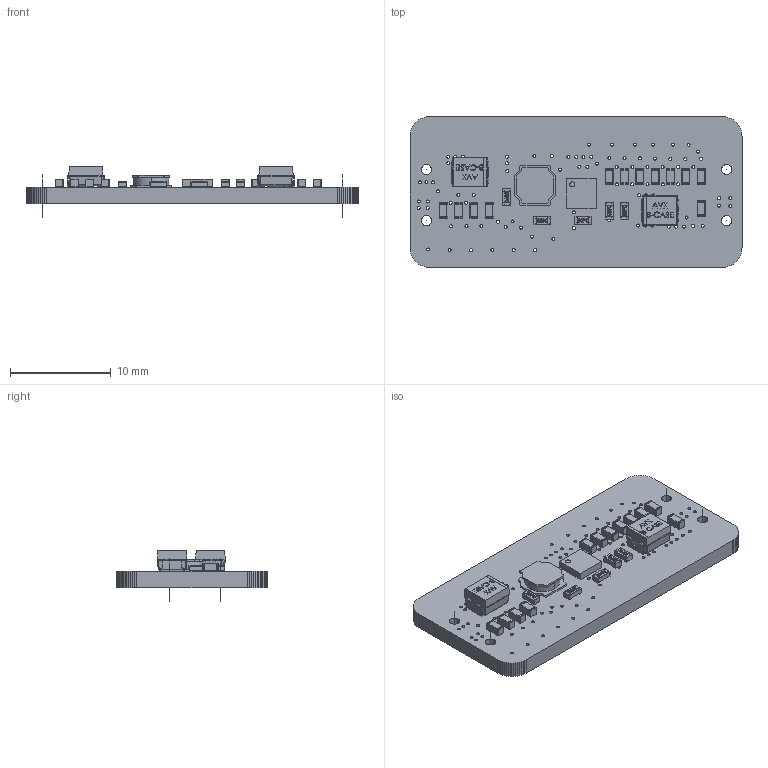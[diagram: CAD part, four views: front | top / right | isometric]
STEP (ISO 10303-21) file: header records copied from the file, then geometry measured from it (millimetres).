
FILE_DESCRIPTION(('PCB Model'),'2;1');
FILE_NAME('7SEMI BOOST 10June2022.STEP','2023-02-05T11:36:55',( 'pritesh'),('Unspecified'),'Open CASCADE STEP processor 6.8', 'Proteus','Unknown');
FILE_SCHEMA(('AUTOMOTIVE_DESIGN { 1 0 10303 214 1 1 1 1 }'));
Length unit declared in the file: millimetre
Products named in the file (73): Open CASCADE STEP translator 6.8 1; Layer_1; U1; Open CASCADE STEP translator 6.8 1.2.1; Body_1; L1; Open CASCADE STEP translator 6.8 1.3.1; R3; Open CASCADE STEP translator 6.8 1.4.1; =>[0:1:1:3]; =>[0:1:1:4]; =>[0:1:1:5]; =>[0:1:1:6]; R2; Open CASCADE STEP translator 6.8 1.5.1; C1; Open CASCADE STEP translator 6.8 1.6.1; Part_3; Part_2; Part_1; C3; Open CASCADE STEP translator 6.8 1.7.1; C4; Open CASCADE STEP translator 6.8 1.8.1; C5; Open CASCADE STEP translator 6.8 1.9.1; C6; Open CASCADE STEP translator 6.8 1.10.1; R4; Open CASCADE STEP translator 6.8 1.11.1; R5; Open CASCADE STEP translator 6.8 1.12.1; J1; Open CASCADE STEP translator 6.8 1.13.1; Pin_1; J2; R1; Open CASCADE STEP translator 6.8 1.15.1; C2; Open CASCADE STEP translator 6.8 1.16.1 ...
Assembly tree (113 placements, depth 5):
  Open CASCADE STEP translator 6.8 1
    Layer_1
    U1
      Open CASCADE STEP translator 6.8 1.2.1
        Body_1
    L1
      Open CASCADE STEP translator 6.8 1.3.1
        Body_1
    R3
      Open CASCADE STEP translator 6.8 1.4.1
        Body_1
          =>[0:1:1:3]
          =>[0:1:1:4]
          =>[0:1:1:5]
          =>[0:1:1:6]
    R2
      Open CASCADE STEP translator 6.8 1.5.1
        Body_1
          =>[0:1:1:3]
          =>[0:1:1:4]
          =>[0:1:1:5]
          =>[0:1:1:6]
    C1
      Open CASCADE STEP translator 6.8 1.6.1
        Body_1
          Part_3
          Part_2
          Part_1
    C3
      Open CASCADE STEP translator 6.8 1.7.1
        Body_1
          Part_3
          Part_2
          Part_1
    C4
      Open CASCADE STEP translator 6.8 1.8.1
        Body_1
          Part_3
          Part_2
          Part_1
    C5
      Open CASCADE STEP translator 6.8 1.9.1
        Body_1
          Part_3
          Part_2
          Part_1
    C6
      Open CASCADE STEP translator 6.8 1.10.1
        Body_1
    R4
      Open CASCADE STEP translator 6.8 1.11.1
        Body_1
          =>[0:1:1:3]
          =>[0:1:1:4]
          =>[0:1:1:5]
          =>[0:1:1:6]
    R5
      Open CASCADE STEP translator 6.8 1.12.1
        Body_1
          =>[0:1:1:3]
Bounding box: 33 x 15 x 5.04 mm (x, y, z)
Volume: 864.6 mm3; surface area: 1636.1 mm2
Topology: 65 solids, 65 shells, 1855 faces, 4718 edges, 2944 vertices
Faces by surface type: plane 940, cylinder 524, bspline 271, sphere 120
Entity records: 34991 total; most frequent: CARTESIAN_POINT 9239, ORIENTED_EDGE 4082, DIRECTION 3883, EDGE_CURVE 2041, VERTEX_POINT 1338, AXIS2_PLACEMENT_3D 1318, LINE 1247, VECTOR 1247
